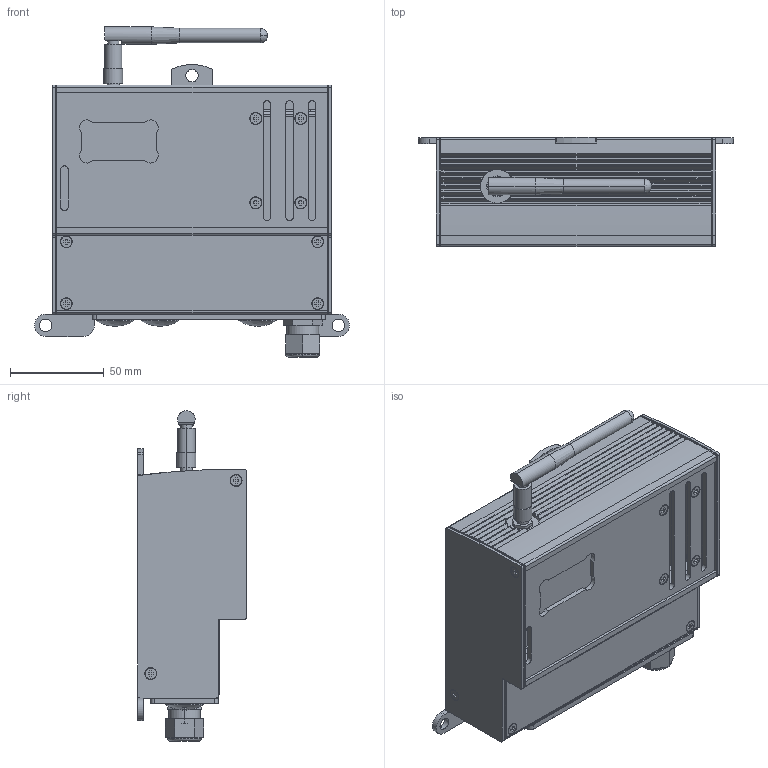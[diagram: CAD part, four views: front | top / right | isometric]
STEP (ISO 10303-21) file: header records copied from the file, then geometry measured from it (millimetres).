
FILE_DESCRIPTION((''),'2;1');
FILE_NAME('T2002101_stp.stp','2023-04-27T15:59:42',(''),(''),'Mechanical Desktop 2009','Mechanical Desktop 2009',', , ');
FILE_SCHEMA(('CONFIG_CONTROL_DESIGN'));
Length unit declared in the file: millimetre
Products named in the file (36): T2002101_STP; T1002162A; T1002162; T1002151A; T1002151; T1002152; T1002152A; SENKSCHRAUBE_FORM H_M3X6A; SENKSCHRAUBE_FORM H_M3X6; T1002168A; T1002168; E0708204A; E0708204; E0708205A; E0708205; E0708206A; E0708206; ANTENNE_RN-SMA-4A; ANTENNE_RN-SMA-4; TEIL5; TEIL6; TEIL7; T1010181A; T1010181; KABELVERSCHRAUBUNG_M16X1.5; TEIL1; TEIL3; TEIL2; Kabelverschraubung_M16x1.5|AVE_RENDER; Kabelverschraubung_M16x1.5|AVE_GLOBAL; Kabelverschraubung_M16x1.5|RM_SDB; T1002159A; T1002159; VERSCHLUSSKAPPE_PG11; VERSCHLUSSKAPPE_PG11A; RM_SDB
Assembly tree (68 placements, depth 3):
  T2002101_STP
    T1002162A
      T1002162
    T1002151A
      T1002151
    T1002152
      T1002152A
    SENKSCHRAUBE_FORM H_M3X6A  x19
      SENKSCHRAUBE_FORM H_M3X6
    T1002168A
      T1002168
    E0708204A
      E0708204
    E0708205A
      E0708205
    E0708206A
      E0708206
    ANTENNE_RN-SMA-4A
      ANTENNE_RN-SMA-4
    TEIL5
    TEIL6  x2
    TEIL7
    T1010181A
      T1010181
    KABELVERSCHRAUBUNG_M16X1.5
      TEIL1
      TEIL3
      TEIL2
      Kabelverschraubung_M16x1.5|AVE_RENDER  x8
      Kabelverschraubung_M16x1.5|AVE_GLOBAL
      Kabelverschraubung_M16x1.5|RM_SDB  x3
    T1002159A  x2
      T1002159
    VERSCHLUSSKAPPE_PG11  x3
      VERSCHLUSSKAPPE_PG11A
    RM_SDB  x3
Bounding box: 168 x 58 x 176.1 mm (x, y, z)
Volume: 241980.4 mm3; surface area: 192901.5 mm2
Topology: 40 solids, 40 shells, 1042 faces, 2628 edges, 1688 vertices
Faces by surface type: plane 564, cylinder 319, cone 150, sphere 5, torus 4
Entity records: 18866 total; most frequent: DIRECTION 3331, CARTESIAN_POINT 3240, ORIENTED_EDGE 3008, EDGE_CURVE 1504, AXIS2_PLACEMENT_3D 1198, VERTEX_POINT 978, VECTOR 935, LINE 935
